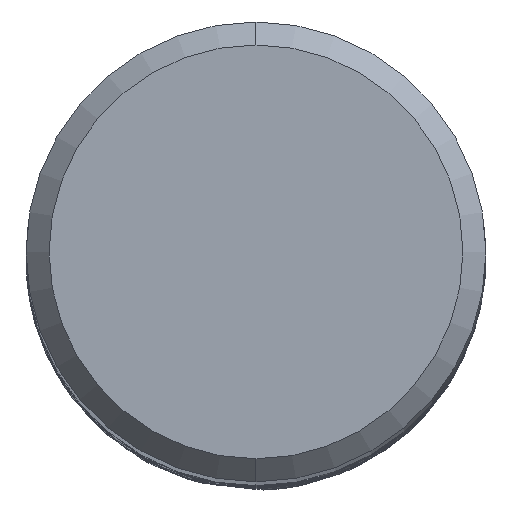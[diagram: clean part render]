
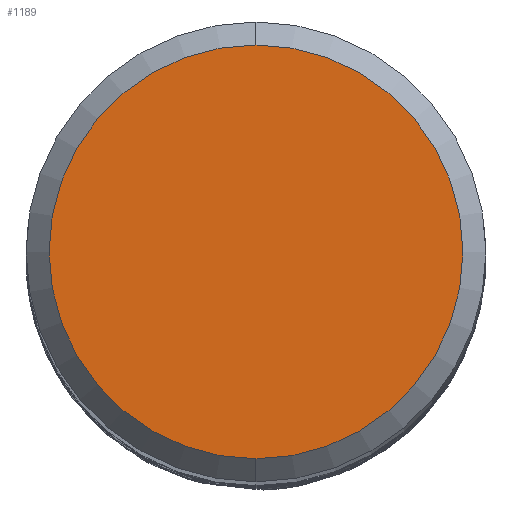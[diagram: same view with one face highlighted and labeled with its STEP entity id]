
A CAD part, top view. The second image highlights one B-rep face of the part: STEP entity #1189.
In plain terms, the highlighted planar face has unit normal (0, 0, 1).
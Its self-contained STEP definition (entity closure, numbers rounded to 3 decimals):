
#859=EDGE_CURVE('',#963,#1261,#2118,.T.);
#963=VERTEX_POINT('',#2230);
#1189=ADVANCED_FACE('',(#2478),#2479,.T.);
#1261=VERTEX_POINT('',#2558);
#1465=EDGE_CURVE('',#1261,#963,#2783,.T.);
#2118=CIRCLE('',#8094,4.5);
#2230=CARTESIAN_POINT('',(0.,-4.5,0.0));
#2478=FACE_OUTER_BOUND('',#12095,.T.);
#2479=PLANE('',#12096);
#2558=CARTESIAN_POINT('',(0.0,4.5,0.0));
#2783=CIRCLE('',#18819,4.5);
#8094=AXIS2_PLACEMENT_3D('',#25148,#25149,#25150);
#12095=EDGE_LOOP('',(#25506,#25507));
#12096=AXIS2_PLACEMENT_3D('',#25508,#25509,#25510);
#18819=AXIS2_PLACEMENT_3D('',#25805,#25806,#25807);
#25148=CARTESIAN_POINT('',(0.0,0.0,0.0));
#25149=DIRECTION('',(0.0,0.0,-1.0));
#25150=DIRECTION('',(0.0,1.0,0.0));
#25506=ORIENTED_EDGE('',*,*,#1465,.F.);
#25507=ORIENTED_EDGE('',*,*,#859,.F.);
#25508=CARTESIAN_POINT('',(0.0,2.25,0.0));
#25509=DIRECTION('',(-0.0,0.0,1.0));
#25510=DIRECTION('',(0.0,-1.0,0.0));
#25805=CARTESIAN_POINT('',(0.0,0.0,0.0));
#25806=DIRECTION('',(0.0,0.0,-1.0));
#25807=DIRECTION('',(0.0,1.0,0.0));
